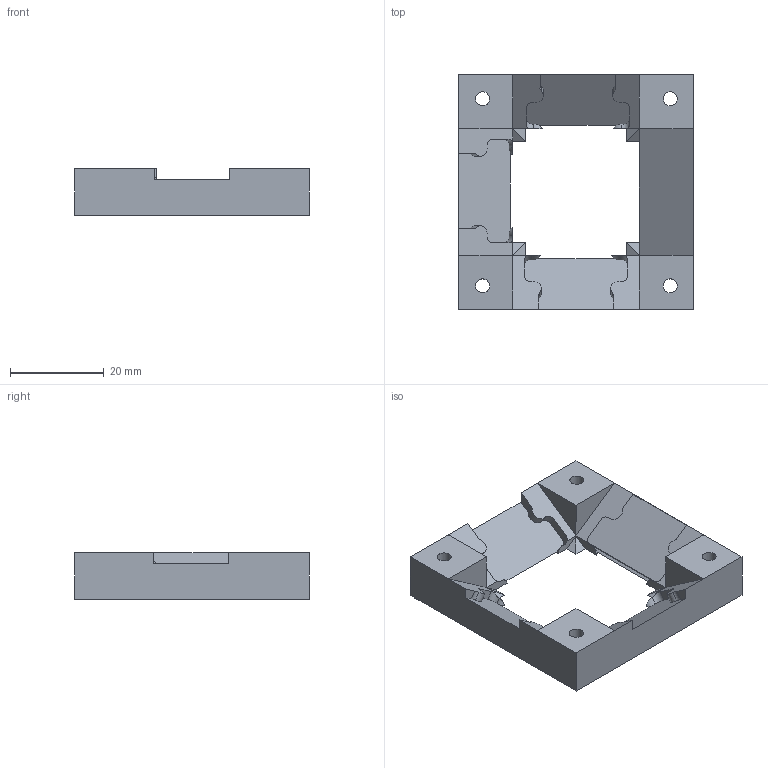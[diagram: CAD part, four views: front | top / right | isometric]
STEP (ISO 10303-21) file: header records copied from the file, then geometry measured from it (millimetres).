
FILE_DESCRIPTION(/* description */ (''),/* implementation_level */ '2;1');
FILE_NAME(/* name */ '30_Z_Stage_Fluomodule.ipt.step',/* time_stamp */ '2022-11-29T08:26:10+01:00',/* author */ ('diederichbenedict'),/* organization */ (''),/* preprocessor_version */ 'ST-DEVELOPER v18.1',/* originating_system */ 'Autodesk Inventor 2022',/* authorisation */ '');
FILE_SCHEMA (('AUTOMOTIVE_DESIGN { 1 0 10303 214 3 1 1 }'));
Length unit declared in the file: millimetre
Products named in the file (1): 30_Z_Stage_Fluomodule
Bounding box: 50 x 50 x 10 mm (x, y, z)
Volume: 10375.5 mm3; surface area: 7197.9 mm2
Topology: 1 solids, 1 shells, 104 faces, 284 edges, 180 vertices
Faces by surface type: plane 60, cylinder 44
Full cylindrical faces by diameter (mm): 3 x4
Entity records: 3410 total; most frequent: DIRECTION 598, CARTESIAN_POINT 593, ORIENTED_EDGE 568, EDGE_CURVE 284, AXIS2_PLACEMENT_3D 209, LINE 180, VECTOR 180, VERTEX_POINT 180
